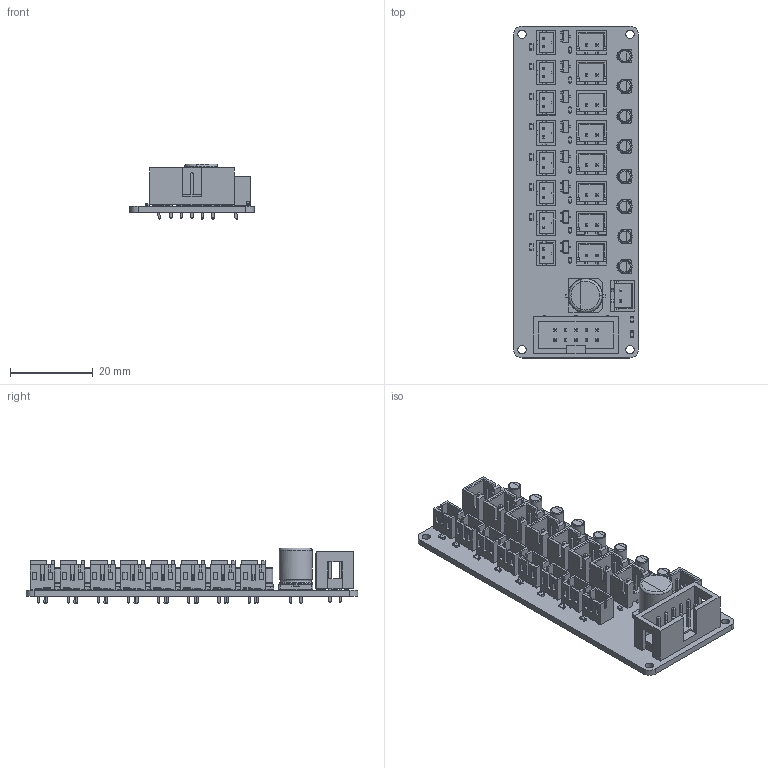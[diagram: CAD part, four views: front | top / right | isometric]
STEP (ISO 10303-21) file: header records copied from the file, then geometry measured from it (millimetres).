
FILE_DESCRIPTION(('KiCad electronic assembly'),'2;1');
FILE_NAME('solenoid_board.step','2025-08-14T01:08:18',('Pcbnew'),( 'Kicad'),'Open CASCADE STEP processor 7.8','KiCad to STEP converter' ,'Unknown');
FILE_SCHEMA(('AUTOMOTIVE_DESIGN { 1 0 10303 214 1 1 1 1 }'));
Length unit declared in the file: millimetre
Products named in the file (11): solenoid_board 1; D_SOD-523; CP_Elec_3x5.3; JST_XH_B2B-XH-A_1x02_P2.50mm_Vertical; R_0603_1608Metric; SOT-23; CP_Elec_8x10; JST_PH_B2B-PH-K_1x02_P2.00mm_Vertical; IDC-Header_2x05_P2.54mm_Vertical; LED_0603_1608Metric; solenoid_board_PCB
Assembly tree (54 placements, depth 2):
  solenoid_board 1
    D_SOD-523  x8
    CP_Elec_3x5.3  x8
    JST_XH_B2B-XH-A_1x02_P2.50mm_Vertical  x9
    R_0603_1608Metric  x9
    SOT-23  x8
    CP_Elec_8x10
    JST_PH_B2B-PH-K_1x02_P2.00mm_Vertical  x8
    IDC-Header_2x05_P2.54mm_Vertical
    LED_0603_1608Metric
    solenoid_board_PCB
Bounding box: 30 x 80 x 13.4 mm (x, y, z)
Volume: 7281.5 mm3; surface area: 13667.3 mm2
Topology: 54 solids, 54 shells, 3302 faces, 8479 edges, 5385 vertices
Faces by surface type: plane 2564, cylinder 379, bspline 314, torus 36, revolution 9
Full cylindrical faces by diameter (mm): 0.75 x16, 1 x34, 2 x4, 3 x16, 8 x2
Entity records: 26946 total; most frequent: CARTESIAN_POINT 4275, ORIENTED_EDGE 3660, DIRECTION 3498, EDGE_CURVE 1830, LINE 1518, VECTOR 1518, VERTEX_POINT 1160, AXIS2_PLACEMENT_3D 989
